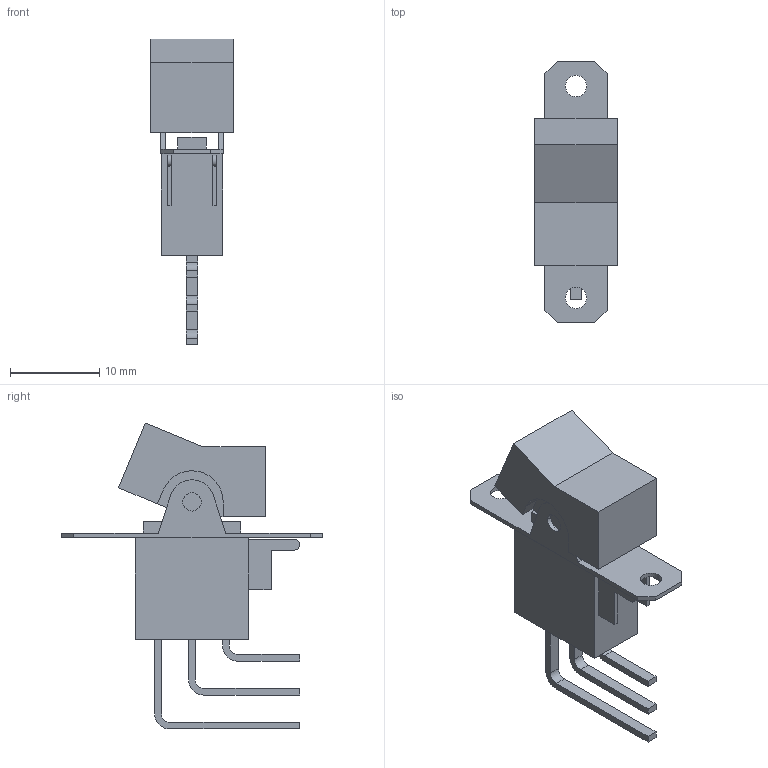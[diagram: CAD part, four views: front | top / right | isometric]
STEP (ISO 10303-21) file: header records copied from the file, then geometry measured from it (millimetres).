
FILE_DESCRIPTION(('STEP AP242'),'1');
FILE_NAME('1-1571986-1.stp','2021-01-22T11:32:06',('TraceParts'),('TraceParts S.A.'),'Spatial InterOp 3D',' ',' ');
FILE_SCHEMA(('AP242_MANAGED_MODEL_BASED_3D_ENGINEERING_MIM_LF {1 0 10303 442 1 1 4}'));
Length unit declared in the file: millimetre
Products named in the file (1): 1-1571986-1
Bounding box: 9.27 x 29.36 x 34.37 mm (x, y, z)
Volume: 2276.2 mm3; surface area: 1975.6 mm2
Topology: 1 solids, 1 shells, 95 faces, 254 edges, 168 vertices
Faces by surface type: plane 75, cylinder 20
Entity records: 2963 total; most frequent: CARTESIAN_POINT 518, ORIENTED_EDGE 508, DIRECTION 486, EDGE_CURVE 254, LINE 214, VECTOR 214, VERTEX_POINT 168, AXIS2_PLACEMENT_3D 136
